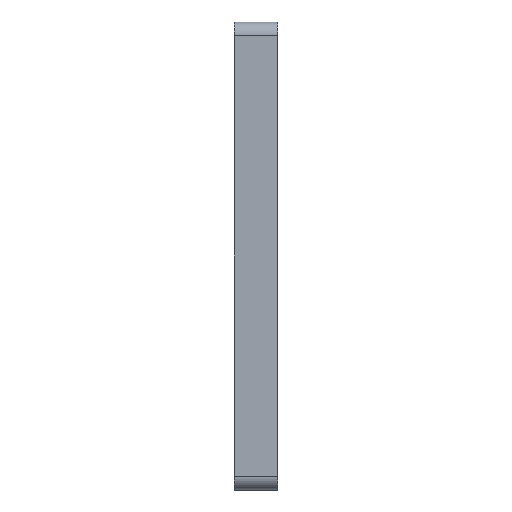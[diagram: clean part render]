
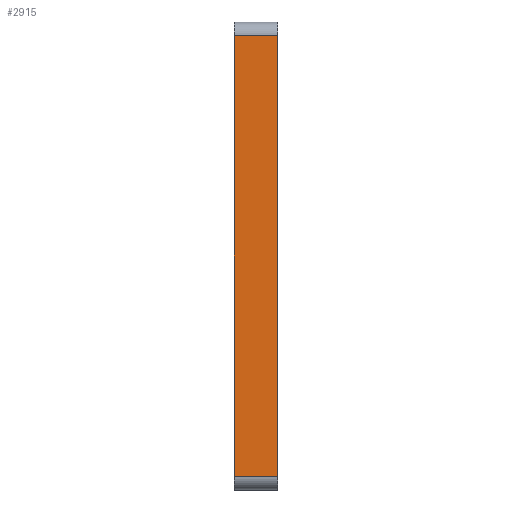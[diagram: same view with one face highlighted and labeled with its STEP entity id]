
A CAD part, left-side view. The second image highlights one B-rep face of the part: STEP entity #2915.
In plain terms, the highlighted planar face has unit normal (-1, 0, 0).
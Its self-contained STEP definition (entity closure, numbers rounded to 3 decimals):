
#19 = LINE ( 'NONE', #2422, #1652 ) ;
#76 = LINE ( 'NONE', #3419, #188 ) ;
#167 = EDGE_CURVE ( 'NONE', #746, #3505, #19, .T. ) ;
#188 = VECTOR ( 'NONE', #716, 1000. ) ;
#300 = CARTESIAN_POINT ( 'NONE',  ( 0., 3., -3. ) ) ;
#388 = AXIS2_PLACEMENT_3D ( 'NONE', #3615, #1127, #867 ) ;
#621 = ORIENTED_EDGE ( 'NONE', *, *, #3306, .F. ) ;
#676 = CARTESIAN_POINT ( 'NONE',  ( 0., 3., -101. ) ) ;
#716 = DIRECTION ( 'NONE',  ( 0., 0., -1. ) ) ;
#746 = VERTEX_POINT ( 'NONE', #1153 ) ;
#757 = ORIENTED_EDGE ( 'NONE', *, *, #167, .F. ) ;
#764 = DIRECTION ( 'NONE',  ( 0., -1., 0. ) ) ;
#858 = ORIENTED_EDGE ( 'NONE', *, *, #1423, .T. ) ;
#867 = DIRECTION ( 'NONE',  ( 0., 0., -1. ) ) ;
#908 = VERTEX_POINT ( 'NONE', #300 ) ;
#1047 = VERTEX_POINT ( 'NONE', #676 ) ;
#1127 = DIRECTION ( 'NONE',  ( 1., 0., 0. ) ) ;
#1153 = CARTESIAN_POINT ( 'NONE',  ( 0., 12.6, -101. ) ) ;
#1260 = LINE ( 'NONE', #2779, #3789 ) ;
#1368 = LINE ( 'NONE', #3414, #2564 ) ;
#1423 = EDGE_CURVE ( 'NONE', #746, #1047, #1368, .T. ) ;
#1652 = VECTOR ( 'NONE', #3648, 1000. ) ;
#1766 = PLANE ( 'NONE',  #388 ) ;
#2248 = EDGE_CURVE ( 'NONE', #908, #1047, #76, .T. ) ;
#2354 = EDGE_LOOP ( 'NONE', ( #858, #3845, #621, #757 ) ) ;
#2422 = CARTESIAN_POINT ( 'NONE',  ( 0., 12.6, -101. ) ) ;
#2564 = VECTOR ( 'NONE', #764, 1000. ) ;
#2779 = CARTESIAN_POINT ( 'NONE',  ( 0., 3., -3. ) ) ;
#2915 = ADVANCED_FACE ( 'NONE', ( #3953 ), #1766, .F. ) ;
#2949 = DIRECTION ( 'NONE',  ( 0., -1., 0. ) ) ;
#3115 = CARTESIAN_POINT ( 'NONE',  ( 0., 12.6, -3. ) ) ;
#3306 = EDGE_CURVE ( 'NONE', #3505, #908, #1260, .T. ) ;
#3414 = CARTESIAN_POINT ( 'NONE',  ( 0., 3., -101. ) ) ;
#3419 = CARTESIAN_POINT ( 'NONE',  ( 0., 3., 0. ) ) ;
#3505 = VERTEX_POINT ( 'NONE', #3115 ) ;
#3615 = CARTESIAN_POINT ( 'NONE',  ( 0., 3., -3. ) ) ;
#3648 = DIRECTION ( 'NONE',  ( 0., 0., 1. ) ) ;
#3789 = VECTOR ( 'NONE', #2949, 1000. ) ;
#3845 = ORIENTED_EDGE ( 'NONE', *, *, #2248, .F. ) ;
#3953 = FACE_OUTER_BOUND ( 'NONE', #2354, .T. ) ;
